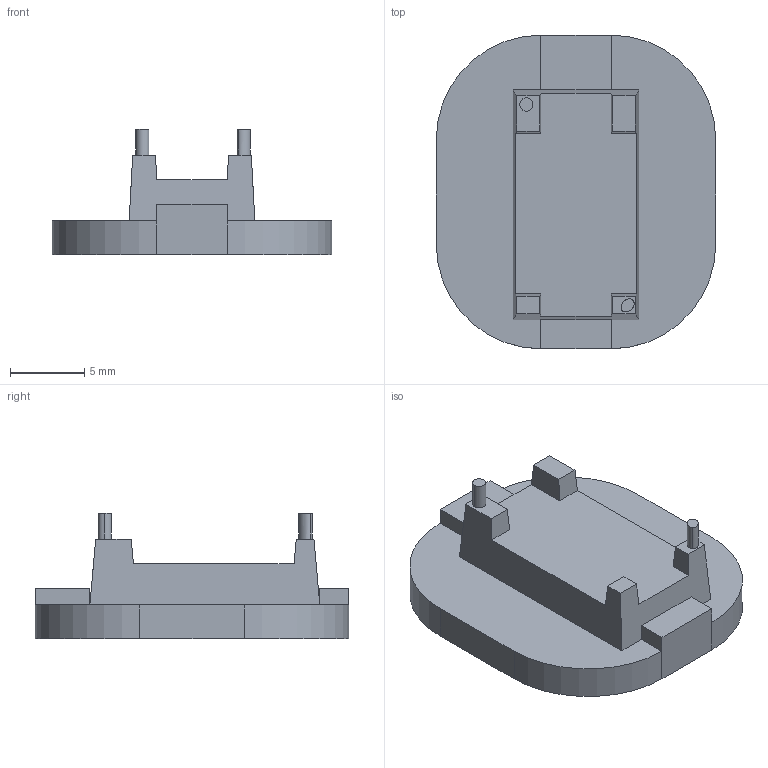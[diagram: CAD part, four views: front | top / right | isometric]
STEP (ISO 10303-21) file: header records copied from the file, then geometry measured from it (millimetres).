
FILE_DESCRIPTION (( 'STEP AP214' ), '1' );
FILE_NAME ('PixArt LM19-LSI.step', '2024-08-18T06:10:52+00:00', 'Stefan Hamminga', '', '', '', '');
FILE_SCHEMA (( 'AUTOMOTIVE_DESIGN' ));
Length unit declared in the file: millimetre
Products named in the file (1): PixArt LM19-LSI
Bounding box: 18.85 x 21.15 x 8.46 mm (x, y, z)
Volume: 940.9 mm3; surface area: 1358.3 mm2
Topology: 1 solids, 1 shells, 87 faces, 226 edges, 148 vertices
Faces by surface type: plane 63, cylinder 22, bspline 2
Entity records: 2691 total; most frequent: CARTESIAN_POINT 514, ORIENTED_EDGE 452, DIRECTION 436, EDGE_CURVE 226, VECTOR 176, LINE 176, VERTEX_POINT 148, AXIS2_PLACEMENT_3D 130
